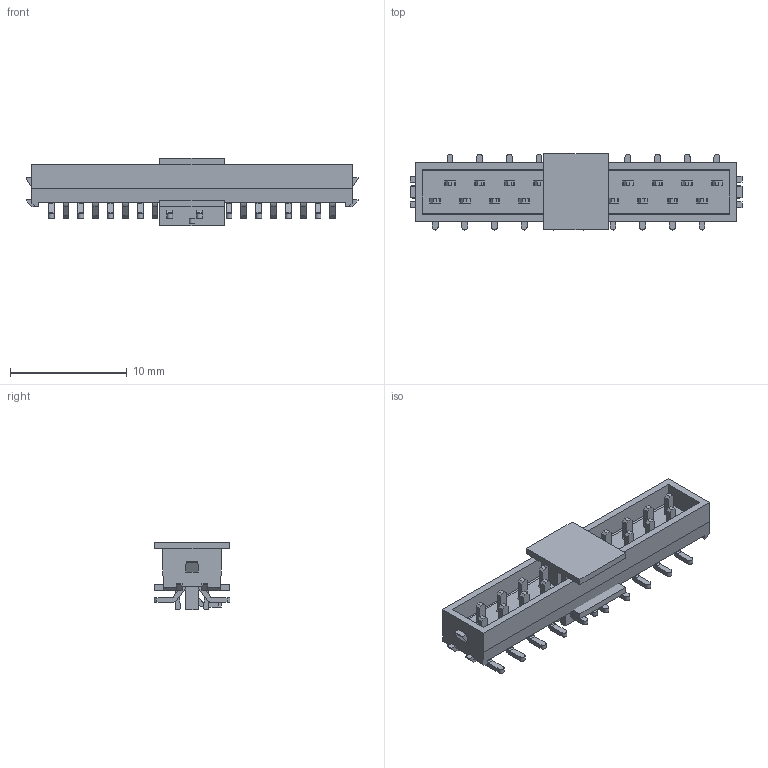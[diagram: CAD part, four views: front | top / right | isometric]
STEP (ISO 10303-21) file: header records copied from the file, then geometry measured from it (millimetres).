
FILE_DESCRIPTION( ( 'Unknown' ), '1' );
FILE_NAME( '690357282076.stp', 'Unknown', ( 'Unknown' ), ( 'Unknown' ), 'XStep 1.0', 'Unknown', ' ' );
FILE_SCHEMA( ( 'automotive_design' ) );
Length unit declared in the file: millimetre
Products named in the file (4): Assem1; Gehäuse; Pin; Pick Pad
Bounding box: 28.43 x 6.5 x 5.78 mm (x, y, z)
Volume: 584 mm3; surface area: 1981.7 mm2
Topology: 25 solids, 25 shells, 1234 faces, 3450 edges, 2272 vertices
Faces by surface type: plane 999, cylinder 235
Entity records: 12435 total; most frequent: CARTESIAN_POINT 1848, ORIENTED_EDGE 1816, DIRECTION 1606, EDGE_CURVE 908, LINE 882, VECTOR 882, VERTEX_POINT 604, AXIS2_PLACEMENT_3D 362
